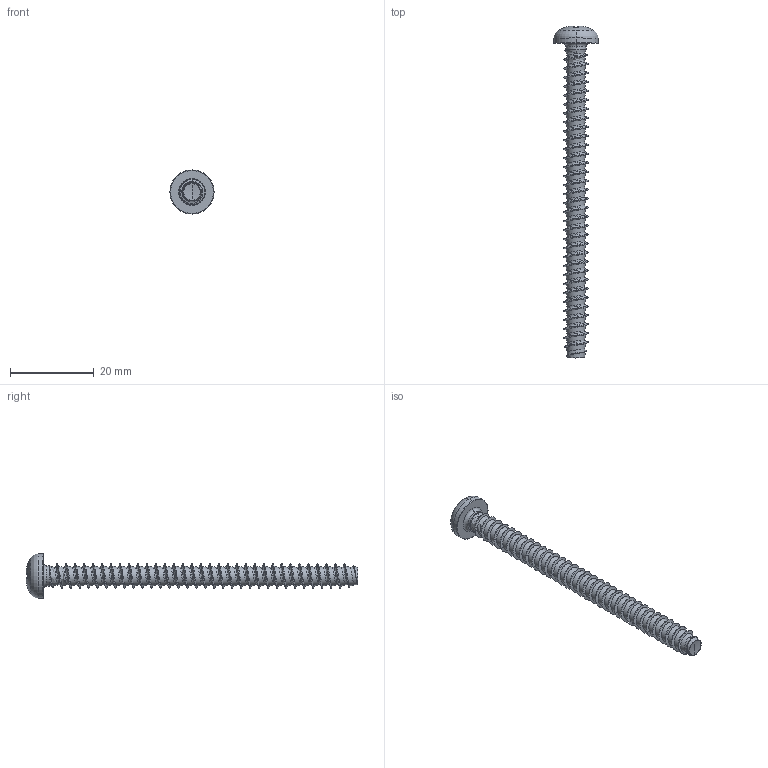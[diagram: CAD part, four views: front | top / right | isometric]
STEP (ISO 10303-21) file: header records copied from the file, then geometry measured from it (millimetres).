
FILE_DESCRIPTION (( 'STEP AP203' ), '1' );
FILE_NAME ('STP320600750.STEP', '2017-08-15T15:00:25', ( '' ), ( '' ), 'SwSTEP 2.0', 'SolidWorks 2015', '' );
FILE_SCHEMA (( 'CONFIG_CONTROL_DESIGN' ));
Products named in the file (1): STP320600750
Bounding box: 10.5 x 79.12 x 10.5 mm (x, y, z)
Volume: 1519.5 mm3; surface area: 1963.6 mm2
Topology: 1 solids, 1 shells, 232 faces, 567 edges, 337 vertices
Faces by surface type: cylinder 94, bspline 51, torus 28, sphere 28, plane 22, cone 9
Entity records: 63825 total; most frequent: CARTESIAN_POINT 58961, ORIENTED_EDGE 1130, DIRECTION 867, EDGE_CURVE 565, AXIS2_PLACEMENT_3D 370, VERTEX_POINT 337, EDGE_LOOP 234, FACE_OUTER_BOUND 232
